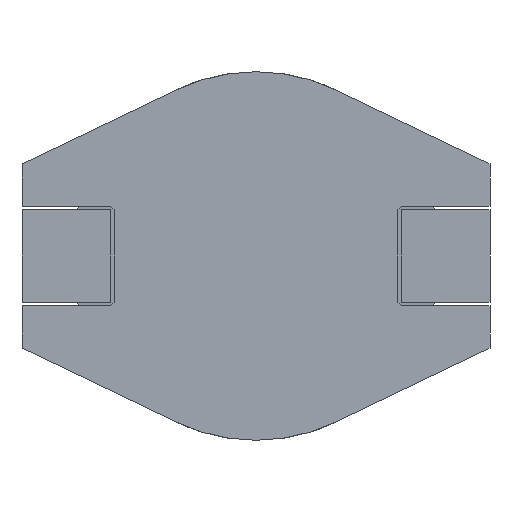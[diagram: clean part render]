
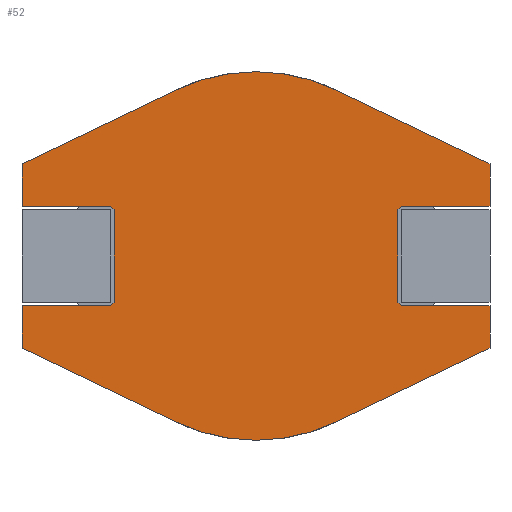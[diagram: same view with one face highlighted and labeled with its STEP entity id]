
A CAD part, front view. The second image highlights one B-rep face of the part: STEP entity #52.
In plain terms, the highlighted planar face has unit normal (0, -1, 0).
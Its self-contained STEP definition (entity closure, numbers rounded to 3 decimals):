
#52=ADVANCED_FACE('',(#121),#122,.F.);
#121=FACE_OUTER_BOUND('',#247,.T.);
#122=PLANE('',#248);
#247=EDGE_LOOP('',(#403,#404,#405,#406,#407,#408,#409,#410,#411,#412,#413,#414,#415,#416,#417,#418,#419,#420,#421,#422));
#248=AXIS2_PLACEMENT_3D('',#423,#424,#425);
#403=ORIENTED_EDGE('',*,*,#899,.F.);
#404=ORIENTED_EDGE('',*,*,#900,.F.);
#405=ORIENTED_EDGE('',*,*,#901,.F.);
#406=ORIENTED_EDGE('',*,*,#902,.F.);
#407=ORIENTED_EDGE('',*,*,#903,.F.);
#408=ORIENTED_EDGE('',*,*,#904,.F.);
#409=ORIENTED_EDGE('',*,*,#905,.F.);
#410=ORIENTED_EDGE('',*,*,#906,.F.);
#411=ORIENTED_EDGE('',*,*,#907,.F.);
#412=ORIENTED_EDGE('',*,*,#908,.F.);
#413=ORIENTED_EDGE('',*,*,#909,.F.);
#414=ORIENTED_EDGE('',*,*,#910,.F.);
#415=ORIENTED_EDGE('',*,*,#911,.F.);
#416=ORIENTED_EDGE('',*,*,#912,.F.);
#417=ORIENTED_EDGE('',*,*,#913,.F.);
#418=ORIENTED_EDGE('',*,*,#914,.F.);
#419=ORIENTED_EDGE('',*,*,#915,.F.);
#420=ORIENTED_EDGE('',*,*,#916,.F.);
#421=ORIENTED_EDGE('',*,*,#917,.F.);
#422=ORIENTED_EDGE('',*,*,#918,.F.);
#423=CARTESIAN_POINT('',(0.0,0.0,0.0));
#424=DIRECTION('',(0.0,1.0,0.0));
#425=DIRECTION('',(1.0,0.0,-0.0));
#899=EDGE_CURVE('',#1087,#1088,#1089,.T.);
#900=EDGE_CURVE('',#1090,#1087,#1091,.T.);
#901=EDGE_CURVE('',#1092,#1090,#1093,.T.);
#902=EDGE_CURVE('',#1094,#1092,#1095,.T.);
#903=EDGE_CURVE('',#1096,#1094,#1097,.T.);
#904=EDGE_CURVE('',#1098,#1096,#1099,.T.);
#905=EDGE_CURVE('',#1100,#1098,#1101,.T.);
#906=EDGE_CURVE('',#1102,#1100,#1103,.T.);
#907=EDGE_CURVE('',#1104,#1102,#1105,.T.);
#908=EDGE_CURVE('',#1106,#1104,#1107,.T.);
#909=EDGE_CURVE('',#1108,#1106,#1109,.T.);
#910=EDGE_CURVE('',#1110,#1108,#1111,.T.);
#911=EDGE_CURVE('',#1112,#1110,#1113,.T.);
#912=EDGE_CURVE('',#1114,#1112,#1115,.T.);
#913=EDGE_CURVE('',#1116,#1114,#1117,.T.);
#914=EDGE_CURVE('',#1118,#1116,#1119,.T.);
#915=EDGE_CURVE('',#1120,#1118,#1121,.T.);
#916=EDGE_CURVE('',#1122,#1120,#1123,.T.);
#917=EDGE_CURVE('',#1124,#1122,#1125,.T.);
#918=EDGE_CURVE('',#1088,#1124,#1126,.T.);
#1087=VERTEX_POINT('',#1371);
#1088=VERTEX_POINT('',#1372);
#1089=LINE('',#1373,#1374);
#1090=VERTEX_POINT('',#1375);
#1091=LINE('',#1376,#1377);
#1092=VERTEX_POINT('',#1378);
#1093=LINE('',#1379,#1380);
#1094=VERTEX_POINT('',#1381);
#1095=LINE('',#1382,#1383);
#1096=VERTEX_POINT('',#1384);
#1097=LINE('',#1385,#1386);
#1098=VERTEX_POINT('',#1387);
#1099=LINE('',#1388,#1389);
#1100=VERTEX_POINT('',#1390);
#1101=LINE('',#1391,#1392);
#1102=VERTEX_POINT('',#1393);
#1103=LINE('',#1394,#1395);
#1104=VERTEX_POINT('',#1396);
#1105=CIRCLE('',#1397,5.0);
#1106=VERTEX_POINT('',#1398);
#1107=LINE('',#1399,#1400);
#1108=VERTEX_POINT('',#1401);
#1109=LINE('',#1402,#1403);
#1110=VERTEX_POINT('',#1404);
#1111=LINE('',#1405,#1406);
#1112=VERTEX_POINT('',#1407);
#1113=LINE('',#1408,#1409);
#1114=VERTEX_POINT('',#1410);
#1115=LINE('',#1411,#1412);
#1116=VERTEX_POINT('',#1413);
#1117=LINE('',#1414,#1415);
#1118=VERTEX_POINT('',#1416);
#1119=LINE('',#1417,#1418);
#1120=VERTEX_POINT('',#1419);
#1121=LINE('',#1420,#1421);
#1122=VERTEX_POINT('',#1422);
#1123=LINE('',#1423,#1424);
#1124=VERTEX_POINT('',#1425);
#1125=CIRCLE('',#1426,5.0);
#1126=LINE('',#1427,#1428);
#1371=CARTESIAN_POINT('',(6.35,0.0,-1.35));
#1372=CARTESIAN_POINT('',(6.35,0.0,-2.5));
#1373=CARTESIAN_POINT('',(6.35,0.0,-1.35));
#1374=VECTOR('',#1761,1.15);
#1375=CARTESIAN_POINT('',(3.95,0.0,-1.35));
#1376=CARTESIAN_POINT('',(3.95,0.0,-1.35));
#1377=VECTOR('',#1762,2.4);
#1378=CARTESIAN_POINT('',(3.85,0.0,-1.25));
#1379=CARTESIAN_POINT('',(3.85,0.0,-1.25));
#1380=VECTOR('',#1763,0.141);
#1381=CARTESIAN_POINT('',(3.85,0.0,1.25));
#1382=CARTESIAN_POINT('',(3.85,0.0,1.25));
#1383=VECTOR('',#1764,2.5);
#1384=CARTESIAN_POINT('',(3.95,0.0,1.35));
#1385=CARTESIAN_POINT('',(3.95,0.0,1.35));
#1386=VECTOR('',#1765,0.141);
#1387=CARTESIAN_POINT('',(6.35,0.0,1.35));
#1388=CARTESIAN_POINT('',(6.35,0.0,1.35));
#1389=VECTOR('',#1766,2.4);
#1390=CARTESIAN_POINT('',(6.35,0.0,2.5));
#1391=CARTESIAN_POINT('',(6.35,0.0,2.5));
#1392=VECTOR('',#1767,1.15);
#1393=CARTESIAN_POINT('',(2.162,0.0,4.508));
#1394=CARTESIAN_POINT('',(2.162,0.0,4.508));
#1395=VECTOR('',#1768,4.645);
#1396=CARTESIAN_POINT('',(-2.162,0.0,4.508));
#1397=AXIS2_PLACEMENT_3D('',#1769,#1770,#1771);
#1398=CARTESIAN_POINT('',(-6.35,0.0,2.5));
#1399=CARTESIAN_POINT('',(-6.35,0.0,2.5));
#1400=VECTOR('',#1772,4.645);
#1401=CARTESIAN_POINT('',(-6.35,0.0,1.35));
#1402=CARTESIAN_POINT('',(-6.35,0.0,1.35));
#1403=VECTOR('',#1773,1.15);
#1404=CARTESIAN_POINT('',(-3.95,0.0,1.35));
#1405=CARTESIAN_POINT('',(-3.95,0.0,1.35));
#1406=VECTOR('',#1774,2.4);
#1407=CARTESIAN_POINT('',(-3.85,0.0,1.25));
#1408=CARTESIAN_POINT('',(-3.85,0.0,1.25));
#1409=VECTOR('',#1775,0.141);
#1410=CARTESIAN_POINT('',(-3.85,0.0,-1.25));
#1411=CARTESIAN_POINT('',(-3.85,0.0,-1.25));
#1412=VECTOR('',#1776,2.5);
#1413=CARTESIAN_POINT('',(-3.95,0.0,-1.35));
#1414=CARTESIAN_POINT('',(-3.95,0.0,-1.35));
#1415=VECTOR('',#1777,0.141);
#1416=CARTESIAN_POINT('',(-6.35,0.0,-1.35));
#1417=CARTESIAN_POINT('',(-6.35,0.0,-1.35));
#1418=VECTOR('',#1778,2.4);
#1419=CARTESIAN_POINT('',(-6.35,0.0,-2.5));
#1420=CARTESIAN_POINT('',(-6.35,0.0,-2.5));
#1421=VECTOR('',#1779,1.15);
#1422=CARTESIAN_POINT('',(-2.162,0.0,-4.508));
#1423=CARTESIAN_POINT('',(-2.162,0.0,-4.508));
#1424=VECTOR('',#1780,4.645);
#1425=CARTESIAN_POINT('',(2.162,0.0,-4.508));
#1426=AXIS2_PLACEMENT_3D('',#1781,#1782,#1783);
#1427=CARTESIAN_POINT('',(6.35,0.0,-2.5));
#1428=VECTOR('',#1784,4.645);
#1761=DIRECTION('',(0.0,0.0,-1.0));
#1762=DIRECTION('',(1.0,0.0,0.0));
#1763=DIRECTION('',(0.707,0.0,-0.707));
#1764=DIRECTION('',(0.0,0.0,-1.0));
#1765=DIRECTION('',(-0.707,0.0,-0.707));
#1766=DIRECTION('',(-1.0,0.0,0.0));
#1767=DIRECTION('',(0.0,0.0,-1.0));
#1768=DIRECTION('',(0.902,0.0,-0.432));
#1769=CARTESIAN_POINT('',(0.0,0.0,0.0));
#1770=DIRECTION('',(0.0,1.0,0.0));
#1771=DIRECTION('',(-0.432,0.0,0.902));
#1772=DIRECTION('',(0.902,0.0,0.432));
#1773=DIRECTION('',(0.0,0.0,1.0));
#1774=DIRECTION('',(-1.0,0.0,0.0));
#1775=DIRECTION('',(-0.707,0.0,0.707));
#1776=DIRECTION('',(0.0,0.0,1.0));
#1777=DIRECTION('',(0.707,0.0,0.707));
#1778=DIRECTION('',(1.0,0.0,0.0));
#1779=DIRECTION('',(0.0,0.0,1.0));
#1780=DIRECTION('',(-0.902,0.0,0.432));
#1781=CARTESIAN_POINT('',(0.0,0.0,0.0));
#1782=DIRECTION('',(0.0,1.0,0.0));
#1783=DIRECTION('',(0.432,0.0,-0.902));
#1784=DIRECTION('',(-0.902,0.0,-0.432));
